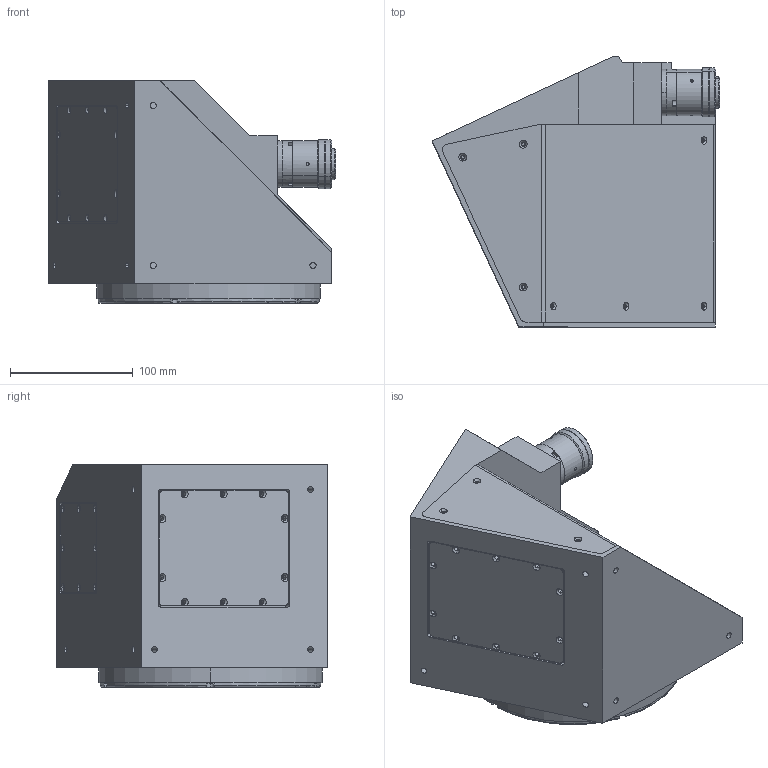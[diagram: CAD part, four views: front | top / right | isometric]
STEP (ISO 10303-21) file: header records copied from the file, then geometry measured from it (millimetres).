
FILE_DESCRIPTION (( 'STEP AP203' ), '1' );
FILE_NAME ('TCCR1M120-C.step', '2019-06-07T12:00:46', ( '' ), ( '' ), 'SwSTEP 2.0', 'SolidWorks 2018', '' );
FILE_SCHEMA (( 'CONFIG_CONTROL_DESIGN' ));
Length unit declared in the file: millimetre
Products named in the file (1): TCCR1M120-C
Bounding box: 234.34 x 220 x 181.4 mm (x, y, z)
Surface area: 236207.9 mm2 (no closed solid volume)
Topology: 0 solids, 15 shells, 345 faces, 1047 edges, 707 vertices
Faces by surface type: cylinder 188, plane 84, cone 66, torus 5, sphere 2
Entity records: 12318 total; most frequent: CARTESIAN_POINT 2524, DIRECTION 2217, ORIENTED_EDGE 1782, EDGE_CURVE 1047, AXIS2_PLACEMENT_3D 862, VERTEX_POINT 707, CIRCLE 516, LINE 493
